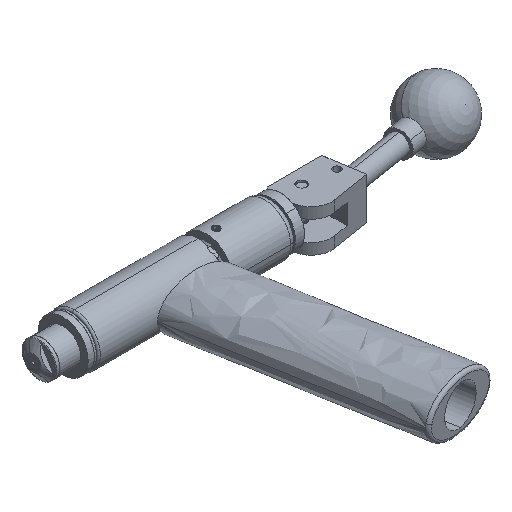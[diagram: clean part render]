
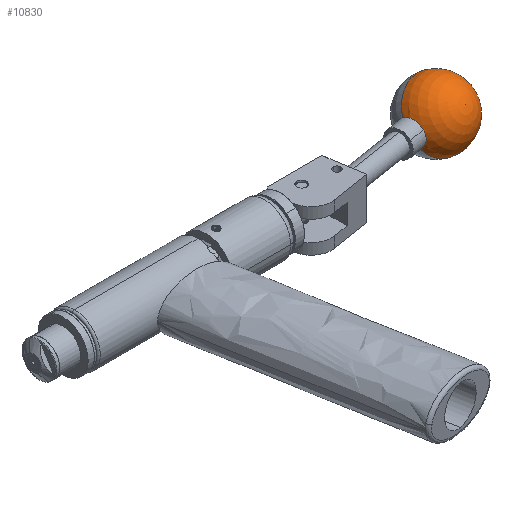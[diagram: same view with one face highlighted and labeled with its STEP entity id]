
A CAD part, isometric view. The second image highlights one B-rep face of the part: STEP entity #10830.
In plain terms, the highlighted spherical face has radius 15.875 mm.
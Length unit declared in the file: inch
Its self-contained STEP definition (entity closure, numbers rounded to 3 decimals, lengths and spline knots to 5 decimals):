
#89 = VERTEX_POINT ( 'NONE', #11730 ) ;
#494 = CARTESIAN_POINT ( 'NONE',  ( 7.15539, 0.28004, 0. ) ) ;
#785 = DIRECTION ( 'NONE',  ( 0.127, -0.801, 0.585 ) ) ;
#1055 = FACE_OUTER_BOUND ( 'NONE', #14998, .T. ) ;
#1154 = ORIENTED_EDGE ( 'NONE', *, *, #7084, .T. ) ;
#1811 = DIRECTION ( 'NONE',  ( 0.988, 0.156, 0. ) ) ;
#2100 = CARTESIAN_POINT ( 'NONE',  ( 6.62134, -0.00981, 0.14627 ) ) ;
#2898 = EDGE_CURVE ( 'NONE', #15977, #15458, #6217, .T. ) ;
#3149 = DIRECTION ( 'NONE',  ( 0.127, -0.801, 0.585 ) ) ;
#3515 = DIRECTION ( 'NONE',  ( 0.127, -0.801, 0.585 ) ) ;
#3711 = DIRECTION ( 'NONE',  ( 0.127, -0.801, 0.585 ) ) ;
#3813 = AXIS2_PLACEMENT_3D ( 'NONE', #7450, #6193, #11423 ) ;
#3929 = ORIENTED_EDGE ( 'NONE', *, *, #8704, .F. ) ;
#4328 = ORIENTED_EDGE ( 'NONE', *, *, #4834, .T. ) ;
#4438 = CARTESIAN_POINT ( 'NONE',  ( 6.6125, 0.04597, -0.20274 ) ) ;
#4730 = CARTESIAN_POINT ( 'NONE',  ( 6.58962, 0.19044, 0. ) ) ;
#4834 = EDGE_CURVE ( 'NONE', #9579, #89, #15050, .T. ) ;
#5061 = AXIS2_PLACEMENT_3D ( 'NONE', #9677, #6003, #3515 ) ;
#6003 = DIRECTION ( 'NONE',  ( 0.988, 0.156, 0. ) ) ;
#6191 = CARTESIAN_POINT ( 'NONE',  ( 7.15539, 0.28004, 0. ) ) ;
#6193 = DIRECTION ( 'NONE',  ( -0.127, 0.801, -0.585 ) ) ;
#6217 = CIRCLE ( 'NONE', #13047, 0.25 ) ;
#7084 = EDGE_CURVE ( 'NONE', #89, #15977, #14353, .T. ) ;
#7450 = CARTESIAN_POINT ( 'NONE',  ( 7.15539, 0.28004, 0. ) ) ;
#8293 = AXIS2_PLACEMENT_3D ( 'NONE', #6191, #3711, #8676 ) ;
#8676 = DIRECTION ( 'NONE',  ( 0.092, -0.578, -0.811 ) ) ;
#8704 = EDGE_CURVE ( 'NONE', #9579, #15458, #15533, .T. ) ;
#9579 = VERTEX_POINT ( 'NONE', #16342 ) ;
#9677 = CARTESIAN_POINT ( 'NONE',  ( 6.58962, 0.19044, 0. ) ) ;
#9824 = ORIENTED_EDGE ( 'NONE', *, *, #2898, .T. ) ;
#10830 = ADVANCED_FACE ( 'NONE', ( #1055 ), #12684, .T. ) ;
#11423 = DIRECTION ( 'NONE',  ( 0., 0.59, 0.808 ) ) ;
#11730 = CARTESIAN_POINT ( 'NONE',  ( 6.56674, 0.3349, 0.20274 ) ) ;
#11810 = AXIS2_PLACEMENT_3D ( 'NONE', #494, #3149, #13556 ) ;
#12684 = SPHERICAL_SURFACE ( 'NONE', #8293, 0.625 ) ;
#13047 = AXIS2_PLACEMENT_3D ( 'NONE', #4730, #1811, #785 ) ;
#13556 = DIRECTION ( 'NONE',  ( 0., -0.59, -0.808 ) ) ;
#14353 = CIRCLE ( 'NONE', #5061, 0.25 ) ;
#14998 = EDGE_LOOP ( 'NONE', ( #3929, #4328, #1154, #9824 ) ) ;
#15050 = CIRCLE ( 'NONE', #11810, 0.625 ) ;
#15458 = VERTEX_POINT ( 'NONE', #4438 ) ;
#15533 = CIRCLE ( 'NONE', #3813, 0.625 ) ;
#15977 = VERTEX_POINT ( 'NONE', #2100 ) ;
#16342 = CARTESIAN_POINT ( 'NONE',  ( 7.7727, 0.37782, 0. ) ) ;
